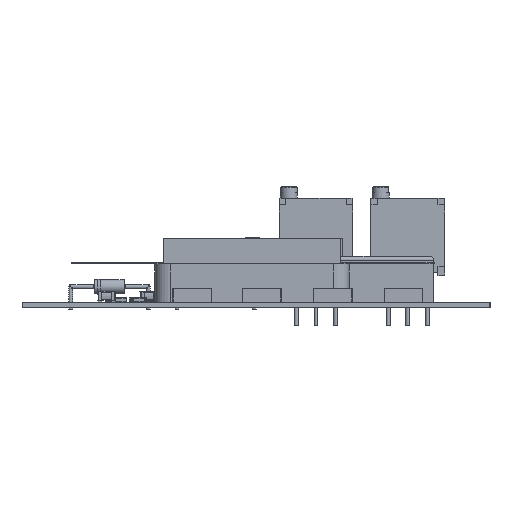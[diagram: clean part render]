
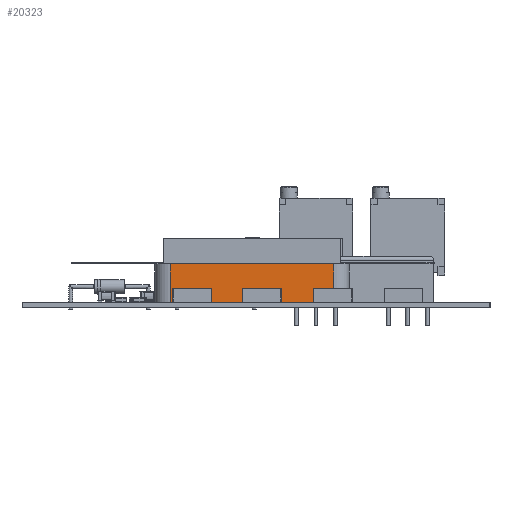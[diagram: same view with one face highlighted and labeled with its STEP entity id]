
A CAD part, left-side view. The second image highlights one B-rep face of the part: STEP entity #20323.
In plain terms, the highlighted face is planar.
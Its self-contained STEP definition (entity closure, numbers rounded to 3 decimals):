
#19822 = VERTEX_POINT('',#19823);
#19823 = CARTESIAN_POINT('',(18.925,-10.575,0.));
#19875 = VERTEX_POINT('',#19876);
#19876 = CARTESIAN_POINT('',(18.925,10.575,0.));
#19883 = EDGE_CURVE('',#19822,#19875,#19884,.T.);
#19884 = LINE('',#19885,#19886);
#19885 = CARTESIAN_POINT('',(18.925,-10.575,0.));
#19886 = VECTOR('',#19887,1.);
#19887 = DIRECTION('',(0.,1.,0.));
#19944 = VERTEX_POINT('',#19945);
#19945 = CARTESIAN_POINT('',(18.925,-10.575,4.95));
#19952 = EDGE_CURVE('',#19944,#19953,#19955,.T.);
#19953 = VERTEX_POINT('',#19954);
#19954 = CARTESIAN_POINT('',(18.925,10.575,4.95));
#19955 = LINE('',#19956,#19957);
#19956 = CARTESIAN_POINT('',(18.925,-10.575,4.95));
#19957 = VECTOR('',#19958,1.);
#19958 = DIRECTION('',(0.,1.,0.));
#20196 = EDGE_CURVE('',#19822,#19944,#20197,.T.);
#20197 = LINE('',#20198,#20199);
#20198 = CARTESIAN_POINT('',(18.925,-10.575,0.));
#20199 = VECTOR('',#20200,1.);
#20200 = DIRECTION('',(0.,0.,1.));
#20310 = EDGE_CURVE('',#19875,#19953,#20311,.T.);
#20311 = LINE('',#20312,#20313);
#20312 = CARTESIAN_POINT('',(18.925,10.575,0.));
#20313 = VECTOR('',#20314,1.);
#20314 = DIRECTION('',(0.,0.,1.));
#20323 = ADVANCED_FACE('',(#20324),#20330,.T.);
#20324 = FACE_BOUND('',#20325,.T.);
#20325 = EDGE_LOOP('',(#20326,#20327,#20328,#20329));
#20326 = ORIENTED_EDGE('',*,*,#20196,.F.);
#20327 = ORIENTED_EDGE('',*,*,#19883,.T.);
#20328 = ORIENTED_EDGE('',*,*,#20310,.T.);
#20329 = ORIENTED_EDGE('',*,*,#19952,.F.);
#20330 = PLANE('',#20331);
#20331 = AXIS2_PLACEMENT_3D('',#20332,#20333,#20334);
#20332 = CARTESIAN_POINT('',(18.925,-12.575,0.));
#20333 = DIRECTION('',(1.,0.,0.));
#20334 = DIRECTION('',(0.,1.,0.));
